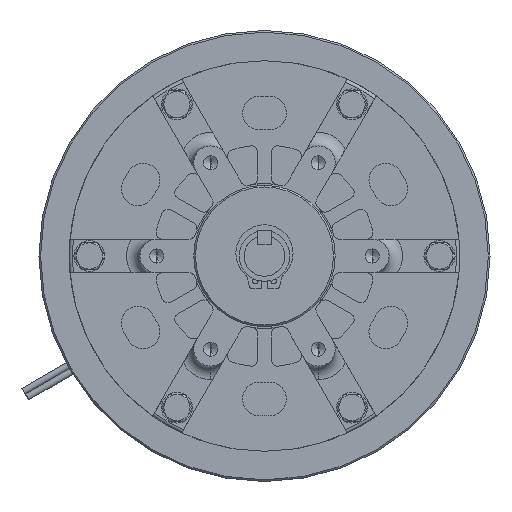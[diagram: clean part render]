
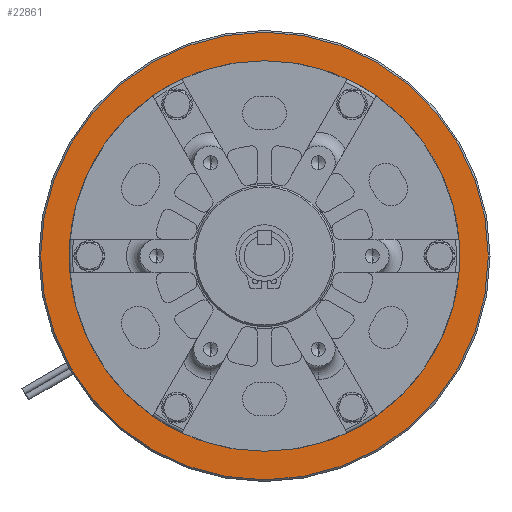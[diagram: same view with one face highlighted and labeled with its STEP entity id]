
A CAD part, left-side view. The second image highlights one B-rep face of the part: STEP entity #22861.
In plain terms, the highlighted planar face has unit normal (-1, 0, 0).
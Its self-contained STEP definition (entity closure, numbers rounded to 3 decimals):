
#135 = AXIS2_PLACEMENT_3D ( 'NONE', #17738, #16064, #17826 ) ;
#1768 = CIRCLE ( 'NONE', #7719, 58. ) ;
#2925 = ORIENTED_EDGE ( 'NONE', *, *, #19262, .F. ) ;
#4798 = DIRECTION ( 'NONE',  ( 0., 0., 1. ) ) ;
#4812 = EDGE_LOOP ( 'NONE', ( #23090, #10362 ) ) ;
#4825 = CIRCLE ( 'NONE', #13455, 66.5 ) ;
#4979 = CIRCLE ( 'NONE', #24576, 58. ) ;
#6310 = EDGE_CURVE ( 'NONE', #6489, #14428, #4979, .T. ) ;
#6489 = VERTEX_POINT ( 'NONE', #16366 ) ;
#7436 = DIRECTION ( 'NONE',  ( 0., 0., 1. ) ) ;
#7719 = AXIS2_PLACEMENT_3D ( 'NONE', #10439, #8264, #14343 ) ;
#8264 = DIRECTION ( 'NONE',  ( -1., 0., 0. ) ) ;
#8820 = DIRECTION ( 'NONE',  ( -1., 0., 0. ) ) ;
#9093 = FACE_BOUND ( 'NONE', #21187, .T. ) ;
#9132 = DIRECTION ( 'NONE',  ( -1., 0., 0. ) ) ;
#9795 = EDGE_CURVE ( 'NONE', #10945, #23948, #4825, .T. ) ;
#9797 = CIRCLE ( 'NONE', #19896, 66.5 ) ;
#10090 = CARTESIAN_POINT ( 'NONE',  ( -18.5, 0., 58. ) ) ;
#10099 = DIRECTION ( 'NONE',  ( 0., 0., 1. ) ) ;
#10362 = ORIENTED_EDGE ( 'NONE', *, *, #9795, .T. ) ;
#10439 = CARTESIAN_POINT ( 'NONE',  ( -18.5, 0., 0. ) ) ;
#10683 = CARTESIAN_POINT ( 'NONE',  ( -18.5, 0., 0. ) ) ;
#10945 = VERTEX_POINT ( 'NONE', #14126 ) ;
#13455 = AXIS2_PLACEMENT_3D ( 'NONE', #17636, #15956, #10099 ) ;
#14126 = CARTESIAN_POINT ( 'NONE',  ( -18.5, 0., -66.5 ) ) ;
#14343 = DIRECTION ( 'NONE',  ( 0., 0., 1. ) ) ;
#14428 = VERTEX_POINT ( 'NONE', #10090 ) ;
#15956 = DIRECTION ( 'NONE',  ( -1., 0., 0. ) ) ;
#16064 = DIRECTION ( 'NONE',  ( -1., 0., 0. ) ) ;
#16366 = CARTESIAN_POINT ( 'NONE',  ( -18.5, 0., -58. ) ) ;
#17067 = CARTESIAN_POINT ( 'NONE',  ( -18.5, 0., 0. ) ) ;
#17636 = CARTESIAN_POINT ( 'NONE',  ( -18.5, 0., 0. ) ) ;
#17738 = CARTESIAN_POINT ( 'NONE',  ( -18.5, 0., 0. ) ) ;
#17826 = DIRECTION ( 'NONE',  ( 0., 0., -1. ) ) ;
#19262 = EDGE_CURVE ( 'NONE', #14428, #6489, #1768, .T. ) ;
#19896 = AXIS2_PLACEMENT_3D ( 'NONE', #10683, #8820, #4798 ) ;
#21187 = EDGE_LOOP ( 'NONE', ( #2925, #24468 ) ) ;
#21198 = EDGE_CURVE ( 'NONE', #23948, #10945, #9797, .T. ) ;
#21475 = CARTESIAN_POINT ( 'NONE',  ( -18.5, 0., 66.5 ) ) ;
#22861 = ADVANCED_FACE ( 'NONE', ( #9093, #23890 ), #23803, .T. ) ;
#23090 = ORIENTED_EDGE ( 'NONE', *, *, #21198, .T. ) ;
#23803 = PLANE ( 'NONE',  #135 ) ;
#23890 = FACE_OUTER_BOUND ( 'NONE', #4812, .T. ) ;
#23948 = VERTEX_POINT ( 'NONE', #21475 ) ;
#24468 = ORIENTED_EDGE ( 'NONE', *, *, #6310, .F. ) ;
#24576 = AXIS2_PLACEMENT_3D ( 'NONE', #17067, #9132, #7436 ) ;
